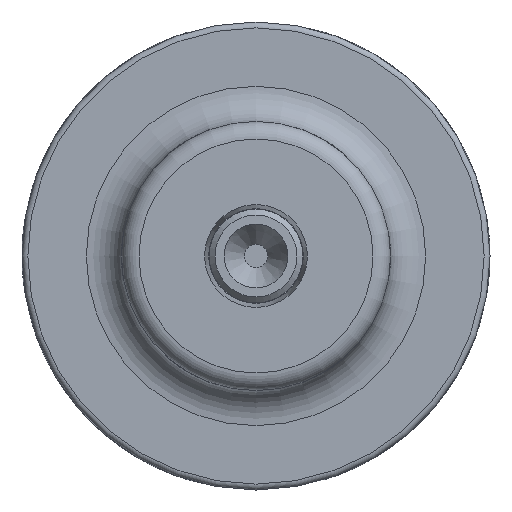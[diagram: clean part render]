
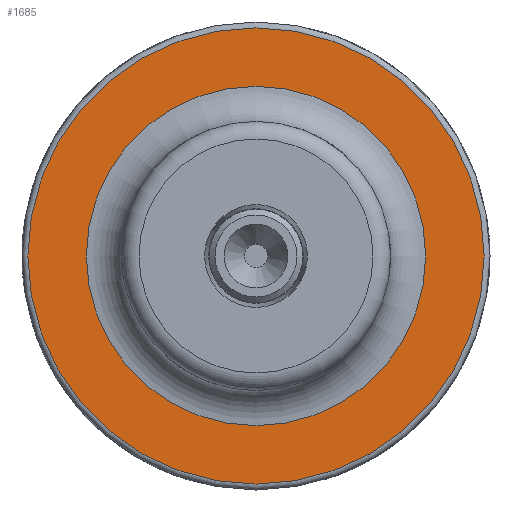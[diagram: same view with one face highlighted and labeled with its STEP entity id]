
A CAD part, left-side view. The second image highlights one B-rep face of the part: STEP entity #1685.
In plain terms, the highlighted planar face has unit normal (-1, 0, 0).
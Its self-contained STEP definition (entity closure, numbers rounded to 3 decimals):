
#1643=CARTESIAN_POINT('',(-20.0,19.5,0.));
#1644=VERTEX_POINT('',#1643);
#1645=CARTESIAN_POINT('',(-20.0,0.0,0.0));
#1646=DIRECTION('',(1.0,0.0,0.0));
#1647=DIRECTION('',(0.0,-1.0,0.0));
#1648=AXIS2_PLACEMENT_3D('',#1645,#1646,#1647);
#1649=CIRCLE('',#1648,19.5);
#1650=EDGE_CURVE('',#1644,#1644,#1649,.T.);
#1666=CARTESIAN_POINT('',(-20.0,20.0,0.0));
#1667=DIRECTION('',(-1.0,0.0,0.0));
#1668=DIRECTION('',(0.0,0.0,1.0));
#1669=AXIS2_PLACEMENT_3D('',#1666,#1667,#1668);
#1670=PLANE('',#1669);
#1671=ORIENTED_EDGE('',*,*,#1650,.F.);
#1672=EDGE_LOOP('',(#1671));
#1673=FACE_OUTER_BOUND('',#1672,.T.);
#1674=CARTESIAN_POINT('',(-20.,0.0,14.5));
#1675=VERTEX_POINT('',#1674);
#1676=CARTESIAN_POINT('',(-20.0,0.0,0.));
#1677=DIRECTION('',(-1.0,0.0,0.0));
#1678=DIRECTION('',(0.0,0.0,1.0));
#1679=AXIS2_PLACEMENT_3D('',#1676,#1677,#1678);
#1680=CIRCLE('',#1679,14.5);
#1681=EDGE_CURVE('',#1675,#1675,#1680,.T.);
#1682=ORIENTED_EDGE('',*,*,#1681,.F.);
#1683=EDGE_LOOP('',(#1682));
#1684=FACE_BOUND('',#1683,.T.);
#1685=ADVANCED_FACE('',(#1673,#1684),#1670,.T.);
